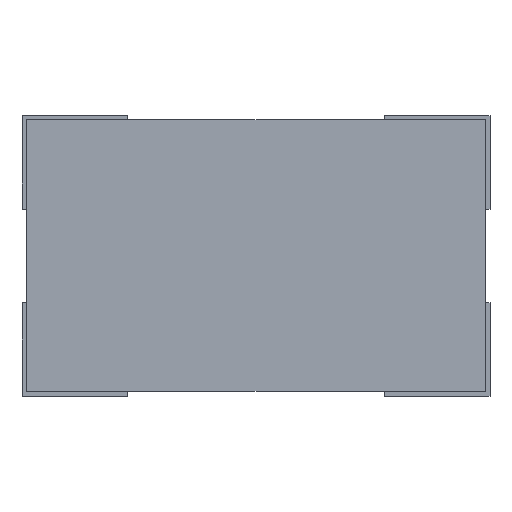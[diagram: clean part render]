
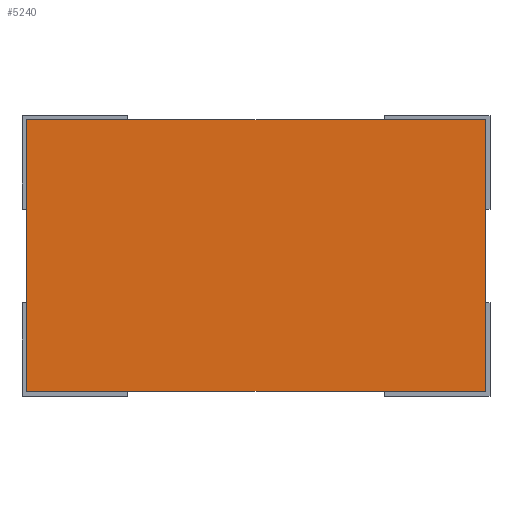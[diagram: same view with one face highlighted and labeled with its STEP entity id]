
A CAD part, top view. The second image highlights one B-rep face of the part: STEP entity #5240.
In plain terms, the highlighted planar face has unit normal (0, 0, 1).
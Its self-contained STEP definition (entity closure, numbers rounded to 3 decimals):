
#5120=CARTESIAN_POINT('',(-0.98,-0.58,1.4));
#5121=VERTEX_POINT('',#5120);
#5128=CARTESIAN_POINT('',(-0.98,0.58,1.4));
#5129=VERTEX_POINT('',#5128);
#5130=CARTESIAN_POINT('',(-0.98,-0.58,1.4));
#5131=DIRECTION('',(0.0,1.0,0.0));
#5132=VECTOR('',#5131,1.16);
#5133=LINE('',#5130,#5132);
#5134=EDGE_CURVE('',#5121,#5129,#5133,.T.);
#5158=CARTESIAN_POINT('',(0.98,-0.58,1.4));
#5159=VERTEX_POINT('',#5158);
#5166=CARTESIAN_POINT('',(0.98,-0.58,1.4));
#5167=DIRECTION('',(-1.0,0.0,0.0));
#5168=VECTOR('',#5167,1.96);
#5169=LINE('',#5166,#5168);
#5170=EDGE_CURVE('',#5159,#5121,#5169,.T.);
#5189=CARTESIAN_POINT('',(0.98,0.58,1.4));
#5190=VERTEX_POINT('',#5189);
#5197=CARTESIAN_POINT('',(0.98,0.58,1.4));
#5198=DIRECTION('',(0.0,-1.0,0.0));
#5199=VECTOR('',#5198,1.16);
#5200=LINE('',#5197,#5199);
#5201=EDGE_CURVE('',#5190,#5159,#5200,.T.);
#5219=CARTESIAN_POINT('',(-0.98,0.58,1.4));
#5220=DIRECTION('',(1.0,0.0,0.0));
#5221=VECTOR('',#5220,1.96);
#5222=LINE('',#5219,#5221);
#5223=EDGE_CURVE('',#5129,#5190,#5222,.T.);
#5229=CARTESIAN_POINT('',(0.,0.,1.4));
#5230=DIRECTION('',(0.0,0.0,1.0));
#5231=DIRECTION('',(1.0,0.0,0.0));
#5232=AXIS2_PLACEMENT_3D('',#5229,#5230,#5231);
#5233=PLANE('',#5232);
#5234=ORIENTED_EDGE('',*,*,#5223,.F.);
#5235=ORIENTED_EDGE('',*,*,#5134,.F.);
#5236=ORIENTED_EDGE('',*,*,#5170,.F.);
#5237=ORIENTED_EDGE('',*,*,#5201,.F.);
#5238=EDGE_LOOP('',(#5234,#5235,#5236,#5237));
#5239=FACE_OUTER_BOUND('',#5238,.T.);
#5240=ADVANCED_FACE('',(#5239),#5233,.T.);
